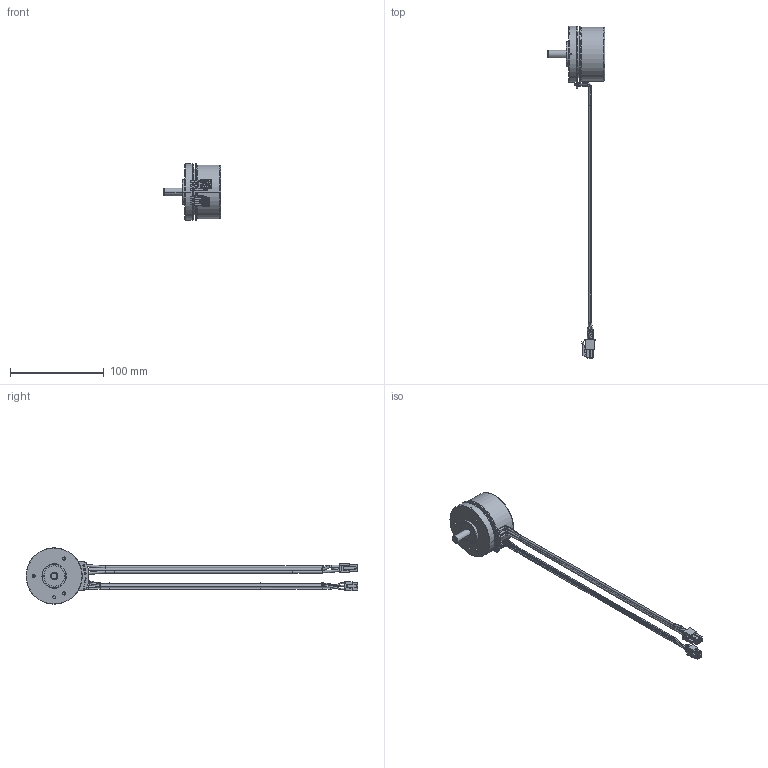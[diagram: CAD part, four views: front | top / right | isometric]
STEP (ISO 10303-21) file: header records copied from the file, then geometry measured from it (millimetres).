
FILE_DESCRIPTION((''),'2;1');
FILE_NAME('5495605_SW0002','2019-02-25T',('mmagvisi'),(''),'CREO PARAMETRIC BY PTC INC, 2017300','CREO PARAMETRIC BY PTC INC, 2017300','');
FILE_SCHEMA(('CONFIG_CONTROL_DESIGN'));
Length unit declared in the file: millimetre
Products named in the file (1): 5495605_SW0002
Bounding box: 61.3 x 353.93 x 60 mm (x, y, z)
Volume: 109650.5 mm3; surface area: 31214 mm2
Topology: 5 solids, 5 shells, 690 faces, 1782 edges, 1125 vertices
Faces by surface type: plane 412, cylinder 191, torus 77, cone 10
Entity records: 30303 total; most frequent: CARTESIAN_POINT 4545, ORIENTED_EDGE 3548, DIRECTION 3540, PRESENTATION_STYLE_ASSIGNMENT 2209, STYLED_ITEM 1779, CURVE_STYLE 1774, EDGE_CURVE 1774, VECTOR 1248
